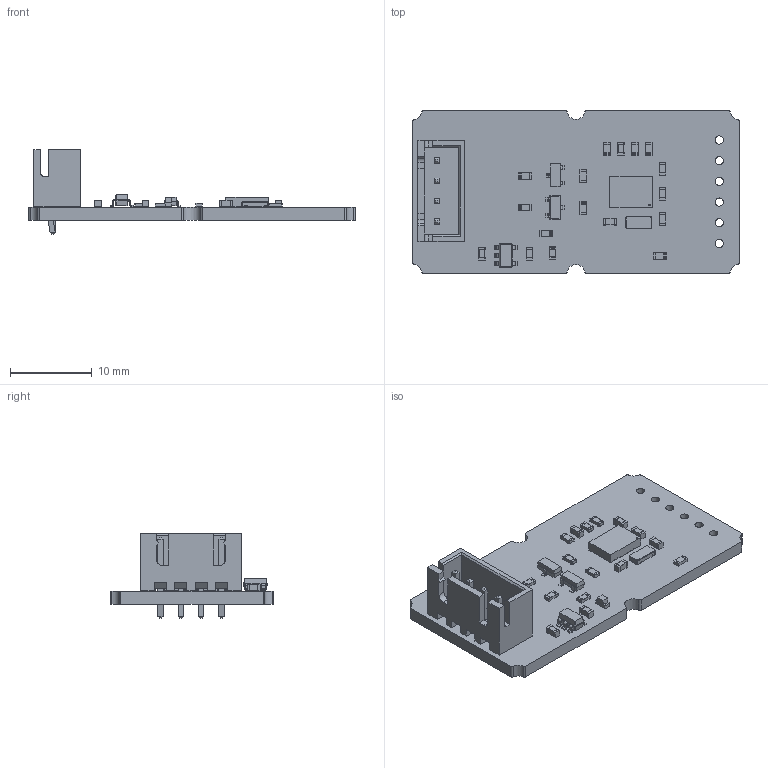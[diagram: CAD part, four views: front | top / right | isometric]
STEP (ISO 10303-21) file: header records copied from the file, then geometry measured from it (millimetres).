
FILE_DESCRIPTION(('KiCad electronic assembly'),'2;1');
FILE_NAME('B-BNO055-Brk-01Mbr-R01.step','2024-08-01T16:28:44',('Pcbnew') ,('Kicad'),'Open CASCADE STEP processor 7.8','KiCad to STEP converter' ,'Unknown');
FILE_SCHEMA(('AUTOMOTIVE_DESIGN { 1 0 10303 214 1 1 1 1 }'));
Length unit declared in the file: millimetre
Products named in the file (18): B-BNO055-Brk-01Mbr-R01 1; C_0603_1608Metric; JST_XH_B4B-XH-A_1x04_P2.50mm_Vertical; JST_B4B_XH_A; BNO055--3DModel-STEP-56544; BNO055; R_0603_1608Metric; SOT-23-5; SOT_23_5; LED_0603_1608Metric; 32.768KHZ-12.5PF-20PPM-TB-QC; CM7V-T1A; sot23; MAX6103EUR-T; B-BNO055-Brk-01Mbr-R01_PCB
Assembly tree (32 placements, depth 3):
  B-BNO055-Brk-01Mbr-R01 1
    C_0603_1608Metric  x7
      C_0603_1608Metric
    JST_XH_B4B-XH-A_1x04_P2.50mm_Vertical
      JST_B4B_XH_A
    BNO055--3DModel-STEP-56544
      BNO055
    R_0603_1608Metric  x9
      R_0603_1608Metric
    SOT-23-5
      SOT_23_5
    LED_0603_1608Metric
      LED_0603_1608Metric
    32.768KHZ-12.5PF-20PPM-TB-QC
      CM7V-T1A
    sot23  x2
      MAX6103EUR-T
    B-BNO055-Brk-01Mbr-R01_PCB
Bounding box: 40 x 20 x 10.4 mm (x, y, z)
Volume: 1556.3 mm3; surface area: 2710.2 mm2
Topology: 63 solids, 63 shells, 1270 faces, 3151 edges, 2060 vertices
Faces by surface type: plane 985, cylinder 256, bspline 29
Full cylindrical faces by diameter (mm): 0.95 x4, 1.016 x6
Entity records: 27365 total; most frequent: CARTESIAN_POINT 4377, ORIENTED_EDGE 4094, DIRECTION 3931, EDGE_CURVE 2047, LINE 1791, VECTOR 1791, VERTEX_POINT 1336, AXIS2_PLACEMENT_3D 1070
